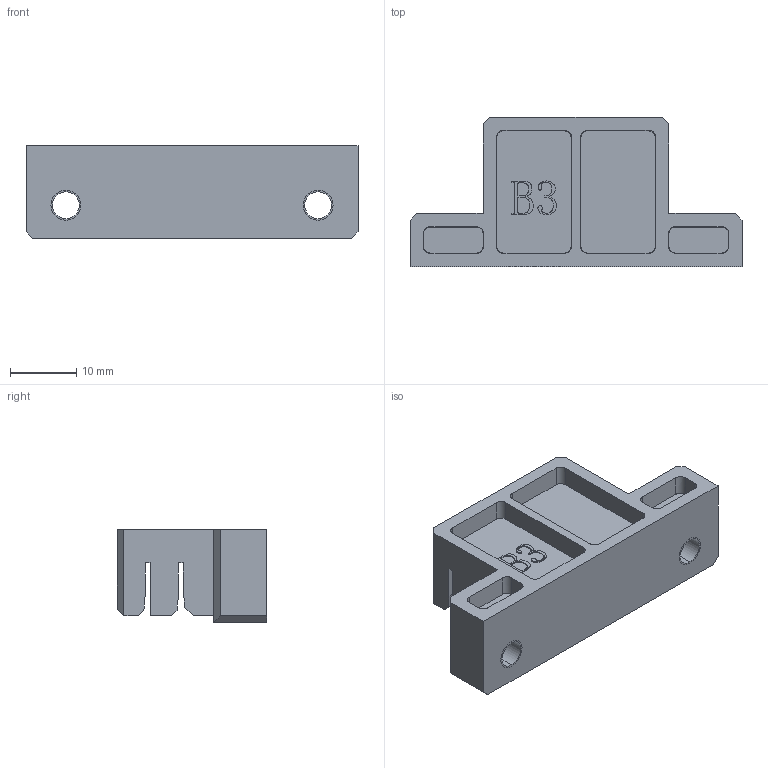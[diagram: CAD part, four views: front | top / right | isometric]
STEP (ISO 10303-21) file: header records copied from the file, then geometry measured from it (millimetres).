
FILE_DESCRIPTION (( 'STEP AP214' ), '1' );
FILE_NAME ('JXHSV06-01007-d Base Belt Buckle.step', '2023-06-08T06:45:47', ( '微软用户' ), ( '微软中国' ), 'SwSTEP 2.0', 'SolidWorks 2020', '' );
FILE_SCHEMA (( 'AUTOMOTIVE_DESIGN' ));
Length unit declared in the file: millimetre
Products named in the file (1): JXHSV06-01007-d Base Belt Buckle
Bounding box: 50 x 22.5 x 14 mm (x, y, z)
Volume: 6513.1 mm3; surface area: 6171 mm2
Topology: 3 solids, 3 shells, 291 faces, 809 edges, 534 vertices
Faces by surface type: plane 215, cylinder 40, bspline 32, sphere 4
Entity records: 10891 total; most frequent: CARTESIAN_POINT 3519, ORIENTED_EDGE 1618, DIRECTION 1273, EDGE_CURVE 809, VECTOR 665, LINE 665, VERTEX_POINT 534, EDGE_LOOP 309
